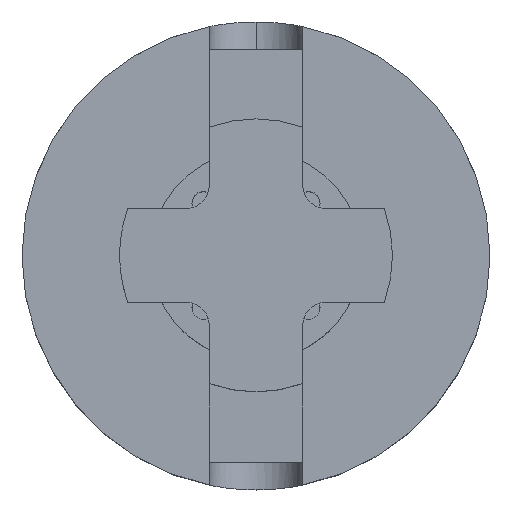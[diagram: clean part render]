
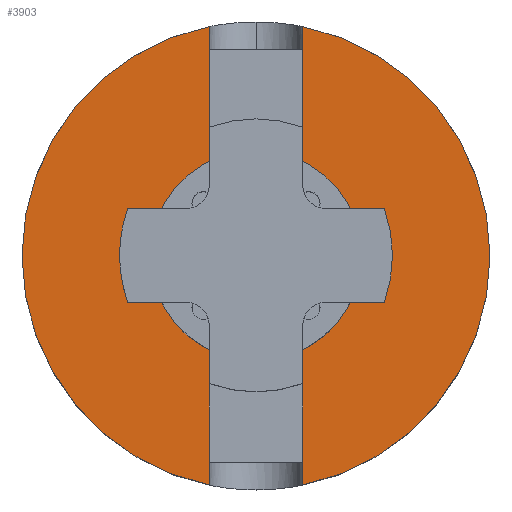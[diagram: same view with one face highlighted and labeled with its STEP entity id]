
A CAD part, top view. The second image highlights one B-rep face of the part: STEP entity #3903.
In plain terms, the highlighted planar face has unit normal (0, 0, 1).
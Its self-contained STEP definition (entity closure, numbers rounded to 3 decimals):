
#62 = LINE ( 'NONE', #4293, #3480 ) ;
#107 = CARTESIAN_POINT ( 'NONE',  ( 6., 26.5, 55. ) ) ;
#135 = CARTESIAN_POINT ( 'NONE',  ( 6., 30., 55. ) ) ;
#172 = ORIENTED_EDGE ( 'NONE', *, *, #909, .F. ) ;
#293 = VECTOR ( 'NONE', #4889, 1000. ) ;
#313 = PLANE ( 'NONE',  #5210 ) ;
#332 = VERTEX_POINT ( 'NONE', #107 ) ;
#347 = DIRECTION ( 'NONE',  ( 0., 0., 1. ) ) ;
#353 = VECTOR ( 'NONE', #4440, 1000. ) ;
#371 = CARTESIAN_POINT ( 'NONE',  ( 0., 0., 55. ) ) ;
#435 = VECTOR ( 'NONE', #1464, 1000. ) ;
#438 = ORIENTED_EDGE ( 'NONE', *, *, #5606, .F. ) ;
#474 = EDGE_CURVE ( 'NONE', #332, #3320, #2683, .T. ) ;
#541 = VERTEX_POINT ( 'NONE', #1675 ) ;
#570 = ORIENTED_EDGE ( 'NONE', *, *, #968, .F. ) ;
#583 = CARTESIAN_POINT ( 'NONE',  ( 6., 30., 55. ) ) ;
#645 = DIRECTION ( 'NONE',  ( 0., 0., -1. ) ) ;
#698 = DIRECTION ( 'NONE',  ( 0., 0., -1. ) ) ;
#803 = ORIENTED_EDGE ( 'NONE', *, *, #1389, .F. ) ;
#831 = CARTESIAN_POINT ( 'NONE',  ( -6., 29.394, 55. ) ) ;
#857 = ORIENTED_EDGE ( 'NONE', *, *, #2427, .F. ) ;
#858 = ORIENTED_EDGE ( 'NONE', *, *, #3777, .T. ) ;
#887 = CARTESIAN_POINT ( 'NONE',  ( 6., -29.394, 55. ) ) ;
#894 = AXIS2_PLACEMENT_3D ( 'NONE', #5217, #5728, #3887 ) ;
#909 = EDGE_CURVE ( 'NONE', #2161, #1092, #5896, .T. ) ;
#945 = LINE ( 'NONE', #5406, #3130 ) ;
#968 = EDGE_CURVE ( 'NONE', #3667, #3398, #4364, .T. ) ;
#1027 = DIRECTION ( 'NONE',  ( 0., 0., -1. ) ) ;
#1092 = VERTEX_POINT ( 'NONE', #1653 ) ;
#1177 = CIRCLE ( 'NONE', #894, 13.5 ) ;
#1233 = EDGE_LOOP ( 'NONE', ( #1364, #2318, #570, #3602, #1324, #857, #5887, #3782, #3958, #438, #5445, #172, #803, #5021 ) ) ;
#1323 = EDGE_CURVE ( 'NONE', #5489, #5474, #1950, .T. ) ;
#1324 = ORIENTED_EDGE ( 'NONE', *, *, #474, .T. ) ;
#1364 = ORIENTED_EDGE ( 'NONE', *, *, #2283, .F. ) ;
#1373 = VERTEX_POINT ( 'NONE', #1531 ) ;
#1389 = EDGE_CURVE ( 'NONE', #541, #2161, #62, .T. ) ;
#1409 = CARTESIAN_POINT ( 'NONE',  ( 6., 29.394, 55. ) ) ;
#1460 = DIRECTION ( 'NONE',  ( 0., -1., 0. ) ) ;
#1464 = DIRECTION ( 'NONE',  ( 0., 1., 0. ) ) ;
#1466 = VERTEX_POINT ( 'NONE', #2851 ) ;
#1472 = EDGE_CURVE ( 'NONE', #3398, #2542, #5960, .T. ) ;
#1508 = CARTESIAN_POINT ( 'NONE',  ( 0., 0., 55. ) ) ;
#1524 = CARTESIAN_POINT ( 'NONE',  ( 13.5, 0., 55. ) ) ;
#1531 = CARTESIAN_POINT ( 'NONE',  ( -6., 14.5, 55. ) ) ;
#1547 = AXIS2_PLACEMENT_3D ( 'NONE', #4772, #645, #5711 ) ;
#1565 = VECTOR ( 'NONE', #5886, 1000. ) ;
#1577 = CARTESIAN_POINT ( 'NONE',  ( 0., 0., 55. ) ) ;
#1653 = CARTESIAN_POINT ( 'NONE',  ( -6., -26.5, 55. ) ) ;
#1675 = CARTESIAN_POINT ( 'NONE',  ( 6., -14.5, 55. ) ) ;
#1788 = CARTESIAN_POINT ( 'NONE',  ( -13.5, 0., 55. ) ) ;
#1804 = EDGE_CURVE ( 'NONE', #5915, #5474, #4567, .T. ) ;
#1846 = EDGE_CURVE ( 'NONE', #1092, #1466, #3176, .T. ) ;
#1887 = CARTESIAN_POINT ( 'NONE',  ( -6., 30., 55. ) ) ;
#1950 = LINE ( 'NONE', #5679, #435 ) ;
#1957 = DIRECTION ( 'NONE',  ( 0., 0., -1. ) ) ;
#1979 = DIRECTION ( 'NONE',  ( -1., 0., 0. ) ) ;
#2078 = LINE ( 'NONE', #583, #5647 ) ;
#2161 = VERTEX_POINT ( 'NONE', #3690 ) ;
#2195 = VERTEX_POINT ( 'NONE', #1788 ) ;
#2212 = CIRCLE ( 'NONE', #1547, 13.5 ) ;
#2283 = EDGE_CURVE ( 'NONE', #2542, #5552, #2514, .T. ) ;
#2318 = ORIENTED_EDGE ( 'NONE', *, *, #1472, .F. ) ;
#2335 = ORIENTED_EDGE ( 'NONE', *, *, #5178, .T. ) ;
#2399 = DIRECTION ( 'NONE',  ( 0., -1., 0. ) ) ;
#2427 = EDGE_CURVE ( 'NONE', #1373, #3320, #4202, .T. ) ;
#2441 = VECTOR ( 'NONE', #4538, 1000. ) ;
#2514 = LINE ( 'NONE', #4071, #1565 ) ;
#2542 = VERTEX_POINT ( 'NONE', #887 ) ;
#2618 = CARTESIAN_POINT ( 'NONE',  ( 30., 0., 55. ) ) ;
#2674 = VERTEX_POINT ( 'NONE', #1524 ) ;
#2683 = LINE ( 'NONE', #135, #293 ) ;
#2697 = CARTESIAN_POINT ( 'NONE',  ( 0., 30., 55. ) ) ;
#2714 = CARTESIAN_POINT ( 'NONE',  ( 6., -26.5, 55. ) ) ;
#2716 = DIRECTION ( 'NONE',  ( 1., 0., 0. ) ) ;
#2719 = EDGE_CURVE ( 'NONE', #3667, #332, #2078, .T. ) ;
#2851 = CARTESIAN_POINT ( 'NONE',  ( -6., -29.394, 55. ) ) ;
#3130 = VECTOR ( 'NONE', #4887, 1000. ) ;
#3176 = LINE ( 'NONE', #5829, #353 ) ;
#3320 = VERTEX_POINT ( 'NONE', #3910 ) ;
#3327 = DIRECTION ( 'NONE',  ( -1., 0., 0. ) ) ;
#3398 = VERTEX_POINT ( 'NONE', #2618 ) ;
#3480 = VECTOR ( 'NONE', #3327, 1000. ) ;
#3602 = ORIENTED_EDGE ( 'NONE', *, *, #2719, .T. ) ;
#3667 = VERTEX_POINT ( 'NONE', #1409 ) ;
#3673 = CARTESIAN_POINT ( 'NONE',  ( -30., 0., 55. ) ) ;
#3690 = CARTESIAN_POINT ( 'NONE',  ( -6., -14.5, 55. ) ) ;
#3753 = FACE_BOUND ( 'NONE', #5695, .T. ) ;
#3777 = EDGE_CURVE ( 'NONE', #2195, #2674, #2212, .T. ) ;
#3782 = ORIENTED_EDGE ( 'NONE', *, *, #1323, .T. ) ;
#3823 = CARTESIAN_POINT ( 'NONE',  ( 0., 0., 55. ) ) ;
#3826 = AXIS2_PLACEMENT_3D ( 'NONE', #3823, #1027, #1979 ) ;
#3887 = DIRECTION ( 'NONE',  ( -1., 0., 0. ) ) ;
#3903 = ADVANCED_FACE ( 'NONE', ( #5434, #3753 ), #313, .T. ) ;
#3910 = CARTESIAN_POINT ( 'NONE',  ( 6., 14.5, 55. ) ) ;
#3958 = ORIENTED_EDGE ( 'NONE', *, *, #1804, .F. ) ;
#4063 = CARTESIAN_POINT ( 'NONE',  ( -6., 26.5, 55. ) ) ;
#4064 = CARTESIAN_POINT ( 'NONE',  ( 0., 14.5, 55. ) ) ;
#4071 = CARTESIAN_POINT ( 'NONE',  ( 6., 30., 55. ) ) ;
#4202 = LINE ( 'NONE', #4064, #2441 ) ;
#4216 = EDGE_CURVE ( 'NONE', #1373, #5489, #5062, .T. ) ;
#4236 = CIRCLE ( 'NONE', #3826, 30. ) ;
#4282 = AXIS2_PLACEMENT_3D ( 'NONE', #371, #6019, #4807 ) ;
#4293 = CARTESIAN_POINT ( 'NONE',  ( 0., -14.5, 55. ) ) ;
#4364 = CIRCLE ( 'NONE', #4513, 30. ) ;
#4440 = DIRECTION ( 'NONE',  ( 0., -1., 0. ) ) ;
#4513 = AXIS2_PLACEMENT_3D ( 'NONE', #1577, #698, #5738 ) ;
#4538 = DIRECTION ( 'NONE',  ( 1., 0., 0. ) ) ;
#4567 = CIRCLE ( 'NONE', #4282, 30. ) ;
#4772 = CARTESIAN_POINT ( 'NONE',  ( 0., 0., 55. ) ) ;
#4807 = DIRECTION ( 'NONE',  ( -1., 0., 0. ) ) ;
#4887 = DIRECTION ( 'NONE',  ( 0., 1., 0. ) ) ;
#4889 = DIRECTION ( 'NONE',  ( 0., -1., 0. ) ) ;
#5021 = ORIENTED_EDGE ( 'NONE', *, *, #5800, .F. ) ;
#5062 = LINE ( 'NONE', #5173, #5286 ) ;
#5173 = CARTESIAN_POINT ( 'NONE',  ( -6., 30., 55. ) ) ;
#5178 = EDGE_CURVE ( 'NONE', #2674, #2195, #1177, .T. ) ;
#5210 = AXIS2_PLACEMENT_3D ( 'NONE', #2697, #347, #2716 ) ;
#5217 = CARTESIAN_POINT ( 'NONE',  ( 0., 0., 55. ) ) ;
#5232 = DIRECTION ( 'NONE',  ( 0., 1., 0. ) ) ;
#5286 = VECTOR ( 'NONE', #5232, 1000. ) ;
#5406 = CARTESIAN_POINT ( 'NONE',  ( 6., 30., 55. ) ) ;
#5434 = FACE_OUTER_BOUND ( 'NONE', #1233, .T. ) ;
#5445 = ORIENTED_EDGE ( 'NONE', *, *, #1846, .F. ) ;
#5474 = VERTEX_POINT ( 'NONE', #831 ) ;
#5489 = VERTEX_POINT ( 'NONE', #4063 ) ;
#5552 = VERTEX_POINT ( 'NONE', #2714 ) ;
#5606 = EDGE_CURVE ( 'NONE', #1466, #5915, #4236, .T. ) ;
#5642 = DIRECTION ( 'NONE',  ( -1., 0., 0. ) ) ;
#5647 = VECTOR ( 'NONE', #2399, 1000. ) ;
#5679 = CARTESIAN_POINT ( 'NONE',  ( -6., 30., 55. ) ) ;
#5695 = EDGE_LOOP ( 'NONE', ( #858, #2335 ) ) ;
#5711 = DIRECTION ( 'NONE',  ( -1., 0., 0. ) ) ;
#5728 = DIRECTION ( 'NONE',  ( 0., 0., -1. ) ) ;
#5738 = DIRECTION ( 'NONE',  ( -1., 0., 0. ) ) ;
#5741 = VECTOR ( 'NONE', #1460, 1000. ) ;
#5800 = EDGE_CURVE ( 'NONE', #5552, #541, #945, .T. ) ;
#5829 = CARTESIAN_POINT ( 'NONE',  ( -6., 30., 55. ) ) ;
#5886 = DIRECTION ( 'NONE',  ( 0., 1., 0. ) ) ;
#5887 = ORIENTED_EDGE ( 'NONE', *, *, #4216, .T. ) ;
#5896 = LINE ( 'NONE', #1887, #5741 ) ;
#5915 = VERTEX_POINT ( 'NONE', #3673 ) ;
#5960 = CIRCLE ( 'NONE', #5998, 30. ) ;
#5998 = AXIS2_PLACEMENT_3D ( 'NONE', #1508, #1957, #5642 ) ;
#6019 = DIRECTION ( 'NONE',  ( 0., 0., -1. ) ) ;
